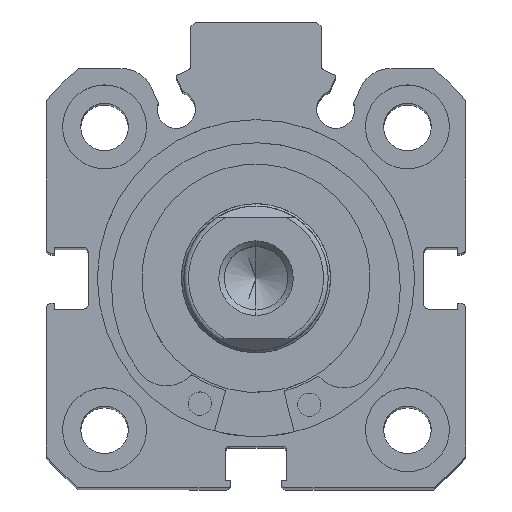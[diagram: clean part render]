
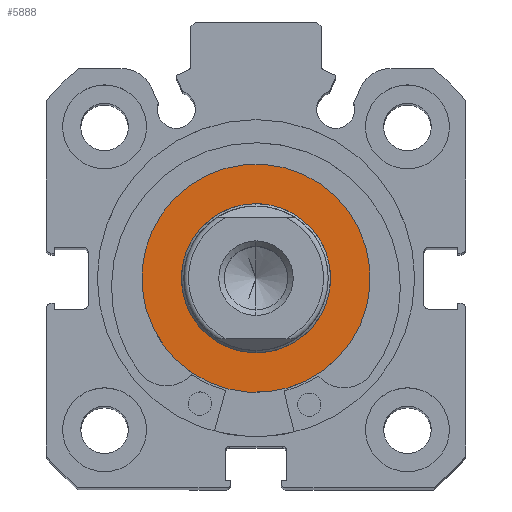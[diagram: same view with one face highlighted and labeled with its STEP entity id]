
A CAD part, top view. The second image highlights one B-rep face of the part: STEP entity #5888.
In plain terms, the highlighted face is planar.
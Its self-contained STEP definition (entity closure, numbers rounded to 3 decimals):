
#318 = EDGE_LOOP ( 'NONE', ( #4372, #4397 ) ) ;
#319 = EDGE_LOOP ( 'NONE', ( #4472, #4473 ) ) ;
#1616 = CIRCLE ( 'NONE', #5239, 8. ) ;
#1622 = CIRCLE ( 'NONE', #5241, 12.25 ) ;
#1679 = CIRCLE ( 'NONE', #5246, 8. ) ;
#1687 = CIRCLE ( 'NONE', #5253, 12.25 ) ;
#3548 = FACE_BOUND ( 'NONE', #319, .T. ) ;
#3559 = FACE_OUTER_BOUND ( 'NONE', #318, .T. ) ;
#3733 = CARTESIAN_POINT ( 'NONE',  ( 0., 12.25, 0. ) ) ;
#3734 = PLANE ( 'NONE',  #5519 ) ;
#3735 = DIRECTION ( 'NONE',  ( 1., 0., 0. ) ) ;
#3736 = DIRECTION ( 'NONE',  ( 0., 0., -1. ) ) ;
#4372 = ORIENTED_EDGE ( 'NONE', *, *, #4975, .T. ) ;
#4397 = ORIENTED_EDGE ( 'NONE', *, *, #4955, .T. ) ;
#4472 = ORIENTED_EDGE ( 'NONE', *, *, #4953, .F. ) ;
#4473 = ORIENTED_EDGE ( 'NONE', *, *, #4973, .F. ) ;
#4953 = EDGE_CURVE ( 'NONE', #5634, #5602, #1616, .T. ) ;
#4955 = EDGE_CURVE ( 'NONE', #5644, #5633, #1622, .T. ) ;
#4973 = EDGE_CURVE ( 'NONE', #5602, #5634, #1679, .T. ) ;
#4975 = EDGE_CURVE ( 'NONE', #5633, #5644, #1687, .T. ) ;
#5239 = AXIS2_PLACEMENT_3D ( 'NONE', #6164, #6171, #6172 ) ;
#5241 = AXIS2_PLACEMENT_3D ( 'NONE', #6176, #6177, #6178 ) ;
#5246 = AXIS2_PLACEMENT_3D ( 'NONE', #6217, #6223, #6224 ) ;
#5253 = AXIS2_PLACEMENT_3D ( 'NONE', #6228, #6230, #6231 ) ;
#5519 = AXIS2_PLACEMENT_3D ( 'NONE', #3733, #3735, #3736 ) ;
#5602 = VERTEX_POINT ( 'NONE', #6360 ) ;
#5633 = VERTEX_POINT ( 'NONE', #6389 ) ;
#5634 = VERTEX_POINT ( 'NONE', #6390 ) ;
#5644 = VERTEX_POINT ( 'NONE', #6400 ) ;
#5888 = ADVANCED_FACE ( 'NONE', ( #3548, #3559 ), #3734, .F. ) ;
#6164 = CARTESIAN_POINT ( 'NONE',  ( 0., 0., 0. ) ) ;
#6171 = DIRECTION ( 'NONE',  ( -1., 0., 0. ) ) ;
#6172 = DIRECTION ( 'NONE',  ( 0., 0., 1. ) ) ;
#6176 = CARTESIAN_POINT ( 'NONE',  ( 0., 0., 0. ) ) ;
#6177 = DIRECTION ( 'NONE',  ( -1., 0., 0. ) ) ;
#6178 = DIRECTION ( 'NONE',  ( 0., 0., 1. ) ) ;
#6217 = CARTESIAN_POINT ( 'NONE',  ( 0., 0., 0. ) ) ;
#6223 = DIRECTION ( 'NONE',  ( -1., 0., 0. ) ) ;
#6224 = DIRECTION ( 'NONE',  ( 0., 0., 1. ) ) ;
#6228 = CARTESIAN_POINT ( 'NONE',  ( 0., 0., 0. ) ) ;
#6230 = DIRECTION ( 'NONE',  ( -1., 0., 0. ) ) ;
#6231 = DIRECTION ( 'NONE',  ( 0., 0., 1. ) ) ;
#6360 = CARTESIAN_POINT ( 'NONE',  ( 0., 0., -8. ) ) ;
#6389 = CARTESIAN_POINT ( 'NONE',  ( 0., 0., 12.25 ) ) ;
#6390 = CARTESIAN_POINT ( 'NONE',  ( 0., 0., 8. ) ) ;
#6400 = CARTESIAN_POINT ( 'NONE',  ( 0., 0., -12.25 ) ) ;
